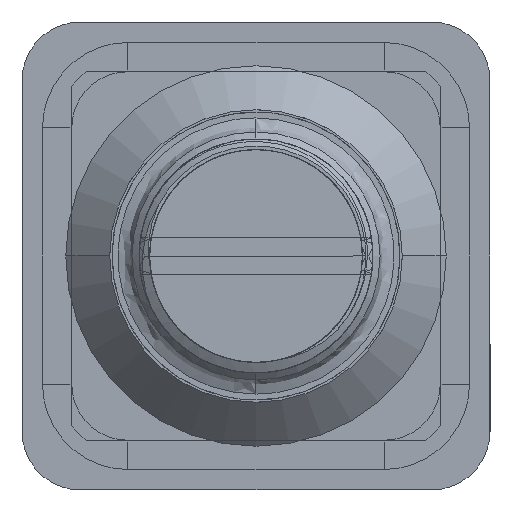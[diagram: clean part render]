
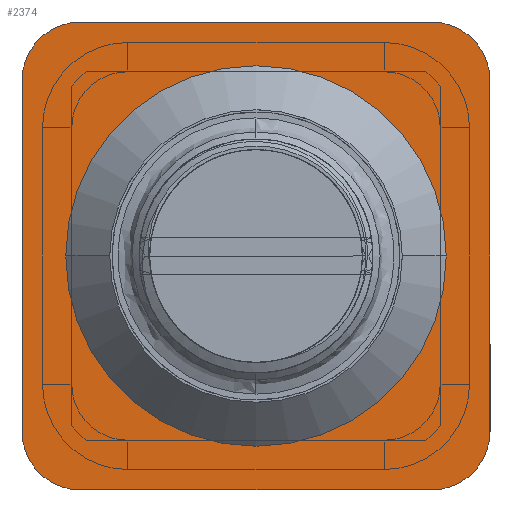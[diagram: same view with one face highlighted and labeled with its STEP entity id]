
A CAD part, left-side view. The second image highlights one B-rep face of the part: STEP entity #2374.
In plain terms, the highlighted planar face has unit normal (-1, 0, 0).
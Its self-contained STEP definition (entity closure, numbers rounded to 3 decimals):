
#207 = CARTESIAN_POINT ( 'NONE',  ( -1053.356, -19.05, 19.05 ) ) ;
#334 = CARTESIAN_POINT ( 'NONE',  ( -1053.356, 0., 15.875 ) ) ;
#516 = AXIS2_PLACEMENT_3D ( 'NONE', #7097, #4213, #8136 ) ;
#633 = CARTESIAN_POINT ( 'NONE',  ( -1053.356, -25.4, -19.05 ) ) ;
#706 = CARTESIAN_POINT ( 'NONE',  ( -1053.356, 19.05, 19.05 ) ) ;
#877 = VERTEX_POINT ( 'NONE', #633 ) ;
#955 = VERTEX_POINT ( 'NONE', #9052 ) ;
#997 = LINE ( 'NONE', #7858, #1115 ) ;
#1115 = VECTOR ( 'NONE', #4894, 1000. ) ;
#1154 = DIRECTION ( 'NONE',  ( 0., 1., 0. ) ) ;
#1166 = DIRECTION ( 'NONE',  ( -1., 0., 0. ) ) ;
#1222 = CARTESIAN_POINT ( 'NONE',  ( -1053.356, 25.4, 19.05 ) ) ;
#1334 = AXIS2_PLACEMENT_3D ( 'NONE', #706, #5430, #4481 ) ;
#1440 = CARTESIAN_POINT ( 'NONE',  ( -1053.356, 0., 0. ) ) ;
#1487 = ORIENTED_EDGE ( 'NONE', *, *, #8699, .T. ) ;
#1610 = LINE ( 'NONE', #12386, #4795 ) ;
#1897 = VERTEX_POINT ( 'NONE', #8513 ) ;
#2035 = ORIENTED_EDGE ( 'NONE', *, *, #10291, .T. ) ;
#2237 = VERTEX_POINT ( 'NONE', #5209 ) ;
#2332 = VECTOR ( 'NONE', #6842, 1000. ) ;
#2374 = ADVANCED_FACE ( 'NONE', ( #7898, #10147 ), #7172, .T. ) ;
#2551 = ORIENTED_EDGE ( 'NONE', *, *, #10677, .T. ) ;
#3095 = AXIS2_PLACEMENT_3D ( 'NONE', #10981, #9882, #6150 ) ;
#3406 = ORIENTED_EDGE ( 'NONE', *, *, #10853, .T. ) ;
#3411 = VERTEX_POINT ( 'NONE', #3989 ) ;
#3469 = DIRECTION ( 'NONE',  ( 0., 0., -1. ) ) ;
#3508 = VERTEX_POINT ( 'NONE', #1222 ) ;
#3587 = CARTESIAN_POINT ( 'NONE',  ( -1053.356, 25.4, -19.05 ) ) ;
#3731 = CIRCLE ( 'NONE', #12558, 6.35 ) ;
#3826 = LINE ( 'NONE', #10963, #2332 ) ;
#3989 = CARTESIAN_POINT ( 'NONE',  ( -1053.356, -25.4, 19.05 ) ) ;
#4199 = ORIENTED_EDGE ( 'NONE', *, *, #6501, .F. ) ;
#4213 = DIRECTION ( 'NONE',  ( -1., 0., 0. ) ) ;
#4307 = CARTESIAN_POINT ( 'NONE',  ( -1053.356, 19.05, -19.05 ) ) ;
#4434 = CARTESIAN_POINT ( 'NONE',  ( -1053.356, 0., 0. ) ) ;
#4481 = DIRECTION ( 'NONE',  ( 0., 0., -1. ) ) ;
#4554 = VERTEX_POINT ( 'NONE', #8468 ) ;
#4795 = VECTOR ( 'NONE', #11417, 1000. ) ;
#4894 = DIRECTION ( 'NONE',  ( 0., -1., 0. ) ) ;
#5037 = ORIENTED_EDGE ( 'NONE', *, *, #7688, .F. ) ;
#5209 = CARTESIAN_POINT ( 'NONE',  ( -1053.356, -19.05, 25.4 ) ) ;
#5318 = DIRECTION ( 'NONE',  ( 0., 0., -1. ) ) ;
#5430 = DIRECTION ( 'NONE',  ( -1., 0., 0. ) ) ;
#5883 = VERTEX_POINT ( 'NONE', #334 ) ;
#6150 = DIRECTION ( 'NONE',  ( 0., 0., -1. ) ) ;
#6230 = DIRECTION ( 'NONE',  ( -1., 0., 0. ) ) ;
#6338 = EDGE_LOOP ( 'NONE', ( #4199, #5037 ) ) ;
#6501 = EDGE_CURVE ( 'NONE', #955, #5883, #10500, .T. ) ;
#6698 = EDGE_CURVE ( 'NONE', #3411, #2237, #3731, .T. ) ;
#6821 = AXIS2_PLACEMENT_3D ( 'NONE', #4307, #8231, #8666 ) ;
#6842 = DIRECTION ( 'NONE',  ( 0., 0., -1. ) ) ;
#6966 = LINE ( 'NONE', #8199, #10140 ) ;
#7097 = CARTESIAN_POINT ( 'NONE',  ( -1053.356, -19.05, -19.05 ) ) ;
#7172 = PLANE ( 'NONE',  #3095 ) ;
#7688 = EDGE_CURVE ( 'NONE', #5883, #955, #8262, .T. ) ;
#7844 = VERTEX_POINT ( 'NONE', #11373 ) ;
#7858 = CARTESIAN_POINT ( 'NONE',  ( -1053.356, 0., -25.4 ) ) ;
#7891 = ORIENTED_EDGE ( 'NONE', *, *, #9177, .T. ) ;
#7898 = FACE_BOUND ( 'NONE', #6338, .T. ) ;
#7918 = VERTEX_POINT ( 'NONE', #3587 ) ;
#8136 = DIRECTION ( 'NONE',  ( 0., 0., -1. ) ) ;
#8199 = CARTESIAN_POINT ( 'NONE',  ( -1053.356, 0., 25.4 ) ) ;
#8231 = DIRECTION ( 'NONE',  ( -1., 0., 0. ) ) ;
#8262 = CIRCLE ( 'NONE', #9694, 15.875 ) ;
#8297 = EDGE_LOOP ( 'NONE', ( #7891, #1487, #11862, #3406, #2035, #9297, #2551, #10107 ) ) ;
#8355 = DIRECTION ( 'NONE',  ( -1., 0., 0. ) ) ;
#8468 = CARTESIAN_POINT ( 'NONE',  ( -1053.356, -19.05, -25.4 ) ) ;
#8513 = CARTESIAN_POINT ( 'NONE',  ( -1053.356, 19.05, 25.4 ) ) ;
#8666 = DIRECTION ( 'NONE',  ( 0., 0., -1. ) ) ;
#8699 = EDGE_CURVE ( 'NONE', #7918, #7844, #10936, .T. ) ;
#8857 = DIRECTION ( 'NONE',  ( 0., 0., -1. ) ) ;
#9052 = CARTESIAN_POINT ( 'NONE',  ( -1053.356, 0., -15.875 ) ) ;
#9177 = EDGE_CURVE ( 'NONE', #3508, #7918, #3826, .T. ) ;
#9297 = ORIENTED_EDGE ( 'NONE', *, *, #6698, .T. ) ;
#9505 = EDGE_CURVE ( 'NONE', #7844, #4554, #997, .T. ) ;
#9694 = AXIS2_PLACEMENT_3D ( 'NONE', #1440, #6230, #5318 ) ;
#9709 = CIRCLE ( 'NONE', #1334, 6.35 ) ;
#9882 = DIRECTION ( 'NONE',  ( -1., 0., 0. ) ) ;
#10036 = EDGE_CURVE ( 'NONE', #1897, #3508, #9709, .T. ) ;
#10107 = ORIENTED_EDGE ( 'NONE', *, *, #10036, .T. ) ;
#10140 = VECTOR ( 'NONE', #1154, 1000. ) ;
#10147 = FACE_OUTER_BOUND ( 'NONE', #8297, .T. ) ;
#10291 = EDGE_CURVE ( 'NONE', #877, #3411, #1610, .T. ) ;
#10500 = CIRCLE ( 'NONE', #12357, 15.875 ) ;
#10677 = EDGE_CURVE ( 'NONE', #2237, #1897, #6966, .T. ) ;
#10853 = EDGE_CURVE ( 'NONE', #4554, #877, #11563, .T. ) ;
#10936 = CIRCLE ( 'NONE', #6821, 6.35 ) ;
#10963 = CARTESIAN_POINT ( 'NONE',  ( -1053.356, 25.4, 0. ) ) ;
#10981 = CARTESIAN_POINT ( 'NONE',  ( -1053.356, 25.4, 25.4 ) ) ;
#11373 = CARTESIAN_POINT ( 'NONE',  ( -1053.356, 19.05, -25.4 ) ) ;
#11417 = DIRECTION ( 'NONE',  ( 0., 0., 1. ) ) ;
#11563 = CIRCLE ( 'NONE', #516, 6.35 ) ;
#11862 = ORIENTED_EDGE ( 'NONE', *, *, #9505, .T. ) ;
#12357 = AXIS2_PLACEMENT_3D ( 'NONE', #4434, #8355, #3469 ) ;
#12386 = CARTESIAN_POINT ( 'NONE',  ( -1053.356, -25.4, 0. ) ) ;
#12558 = AXIS2_PLACEMENT_3D ( 'NONE', #207, #1166, #8857 ) ;
